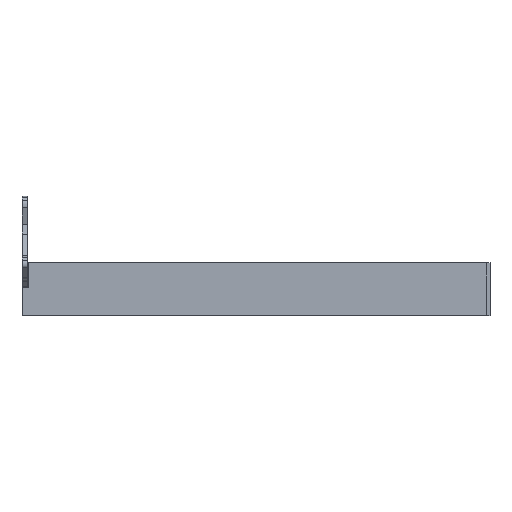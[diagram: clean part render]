
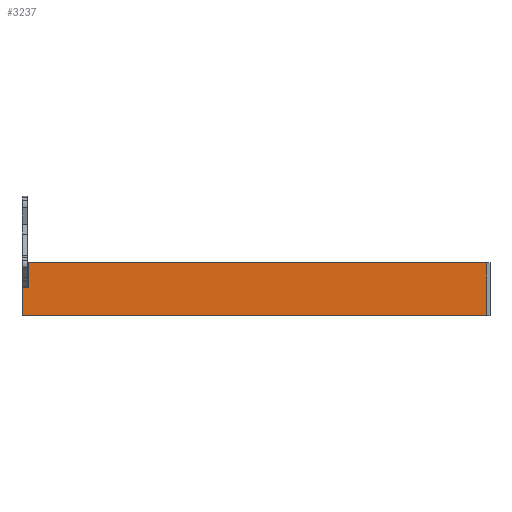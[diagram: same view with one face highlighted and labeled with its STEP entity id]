
A CAD part, left-side view. The second image highlights one B-rep face of the part: STEP entity #3237.
In plain terms, the highlighted planar face has unit normal (-1, 0, 0).
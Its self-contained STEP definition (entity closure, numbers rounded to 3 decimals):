
#67 = DIRECTION ( 'NONE',  ( 0., 0., 1. ) ) ;
#92 = DIRECTION ( 'NONE',  ( 0., -1., 0. ) ) ;
#309 = VECTOR ( 'NONE', #67, 1000. ) ;
#518 = LINE ( 'NONE', #4129, #2142 ) ;
#663 = ORIENTED_EDGE ( 'NONE', *, *, #3346, .T. ) ;
#741 = DIRECTION ( 'NONE',  ( 1., 0., 0. ) ) ;
#1059 = EDGE_CURVE ( 'NONE', #3116, #2509, #518, .T. ) ;
#1428 = FACE_OUTER_BOUND ( 'NONE', #1565, .T. ) ;
#1513 = CARTESIAN_POINT ( 'NONE',  ( -40., 705., -40. ) ) ;
#1516 = DIRECTION ( 'NONE',  ( 0., 0., 1. ) ) ;
#1565 = EDGE_LOOP ( 'NONE', ( #4613, #3141, #3607, #663, #4466, #2258 ) ) ;
#1722 = DIRECTION ( 'NONE',  ( 0., 1., 0. ) ) ;
#1745 = CARTESIAN_POINT ( 'NONE',  ( -40., 695., 3. ) ) ;
#1781 = AXIS2_PLACEMENT_3D ( 'NONE', #3636, #741, #3967 ) ;
#1823 = EDGE_CURVE ( 'NONE', #2679, #3387, #3701, .T. ) ;
#1893 = LINE ( 'NONE', #3673, #3418 ) ;
#2142 = VECTOR ( 'NONE', #1516, 1000. ) ;
#2258 = ORIENTED_EDGE ( 'NONE', *, *, #3694, .F. ) ;
#2266 = CARTESIAN_POINT ( 'NONE',  ( -40., 695., 3. ) ) ;
#2509 = VERTEX_POINT ( 'NONE', #4247 ) ;
#2567 = EDGE_CURVE ( 'NONE', #2679, #3525, #3620, .T. ) ;
#2577 = VECTOR ( 'NONE', #4158, 1000. ) ;
#2679 = VERTEX_POINT ( 'NONE', #2266 ) ;
#2686 = CARTESIAN_POINT ( 'NONE',  ( -40., 695., 40. ) ) ;
#2709 = CARTESIAN_POINT ( 'NONE',  ( -40., 0., -40. ) ) ;
#2838 = VECTOR ( 'NONE', #1722, 1000. ) ;
#2938 = CARTESIAN_POINT ( 'NONE',  ( -40., 705., 0. ) ) ;
#3011 = CARTESIAN_POINT ( 'NONE',  ( -40., 705., -40. ) ) ;
#3116 = VERTEX_POINT ( 'NONE', #2709 ) ;
#3141 = ORIENTED_EDGE ( 'NONE', *, *, #2567, .T. ) ;
#3237 = ADVANCED_FACE ( 'NONE', ( #1428 ), #3989, .F. ) ;
#3337 = DIRECTION ( 'NONE',  ( 0., -1., 0. ) ) ;
#3346 = EDGE_CURVE ( 'NONE', #3987, #3116, #4117, .T. ) ;
#3359 = VECTOR ( 'NONE', #92, 1000. ) ;
#3387 = VERTEX_POINT ( 'NONE', #4137 ) ;
#3392 = LINE ( 'NONE', #2938, #309 ) ;
#3418 = VECTOR ( 'NONE', #3337, 1000. ) ;
#3522 = CARTESIAN_POINT ( 'NONE',  ( -40., 705., 3. ) ) ;
#3525 = VERTEX_POINT ( 'NONE', #3522 ) ;
#3607 = ORIENTED_EDGE ( 'NONE', *, *, #4524, .F. ) ;
#3620 = LINE ( 'NONE', #1745, #2838 ) ;
#3636 = CARTESIAN_POINT ( 'NONE',  ( -40., 705., 0. ) ) ;
#3673 = CARTESIAN_POINT ( 'NONE',  ( -40., 705., 40. ) ) ;
#3694 = EDGE_CURVE ( 'NONE', #3387, #2509, #1893, .T. ) ;
#3701 = LINE ( 'NONE', #2686, #2577 ) ;
#3967 = DIRECTION ( 'NONE',  ( 0., 0., -1. ) ) ;
#3987 = VERTEX_POINT ( 'NONE', #1513 ) ;
#3989 = PLANE ( 'NONE',  #1781 ) ;
#4117 = LINE ( 'NONE', #3011, #3359 ) ;
#4129 = CARTESIAN_POINT ( 'NONE',  ( -40., 0., 0. ) ) ;
#4137 = CARTESIAN_POINT ( 'NONE',  ( -40., 695., 40. ) ) ;
#4158 = DIRECTION ( 'NONE',  ( 0., 0., 1. ) ) ;
#4247 = CARTESIAN_POINT ( 'NONE',  ( -40., 0., 40. ) ) ;
#4466 = ORIENTED_EDGE ( 'NONE', *, *, #1059, .T. ) ;
#4524 = EDGE_CURVE ( 'NONE', #3987, #3525, #3392, .T. ) ;
#4613 = ORIENTED_EDGE ( 'NONE', *, *, #1823, .F. ) ;
